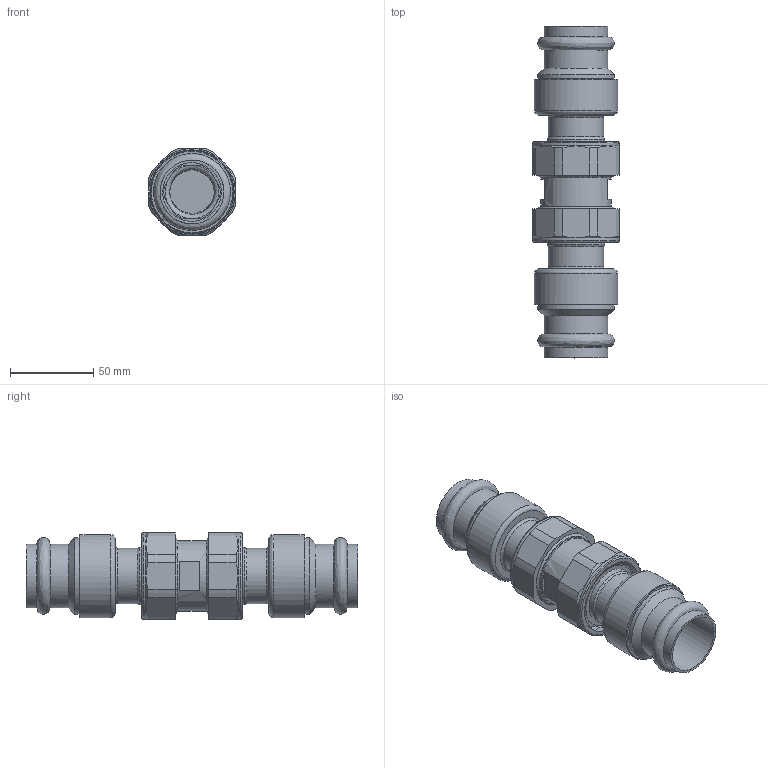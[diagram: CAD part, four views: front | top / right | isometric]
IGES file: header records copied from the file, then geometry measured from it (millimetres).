
Global section: file name: 304776A_Simplify_1; native system: Autodesk Inventor 2025; preprocessor: unknown; author: ischreiner; date: 20250821.095411; units: inch
Bounding box: 52.07 x 198.92 x 52.07 mm (x, y, z)
Volume: 189676.6 mm3; surface area: 79274 mm2
Topology: 7 solids, 7 shells, 209 faces, 516 edges, 339 vertices
Faces by surface type: bspline 209
